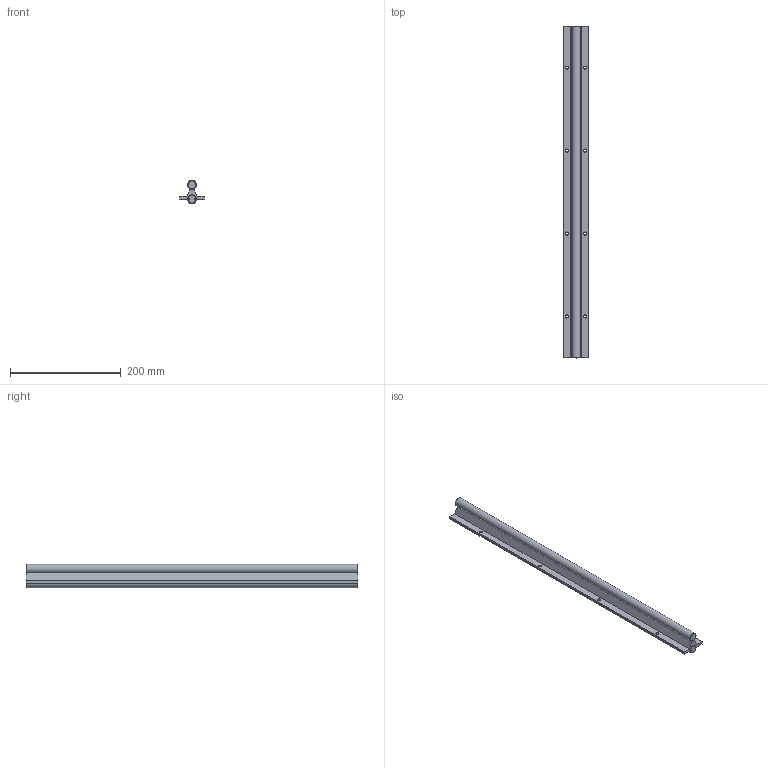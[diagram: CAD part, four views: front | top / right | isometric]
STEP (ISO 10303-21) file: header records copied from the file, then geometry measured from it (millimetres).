
FILE_DESCRIPTION( ( 'STEP AP214' ), '1' );
FILE_NAME( 'STSN-16-T2-As.stp', '2010-08-04T11:49:22', ( ' ' ), ( ' ' ), 'XStep 1.0', ' ', ' ' );
FILE_SCHEMA( ( 'CONFIG_CONTROL_DESIGN) ( )' ) );
Length unit declared in the file: metre
Products named in the file (3): Assem1; As-16; STSN-16-T2
Bounding box: 45 x 600 x 42 mm (x, y, z)
Volume: 656342.8 mm3; surface area: 220065 mm2
Topology: 4 solids, 4 shells, 60 faces, 176 edges, 124 vertices
Faces by surface type: plane 30, cylinder 28, cone 2
Full cylindrical faces by diameter (mm): 5.5 x24, 16 x2
Entity records: 1392 total; most frequent: CARTESIAN_POINT 391, DIRECTION 150, ORIENTED_EDGE 126, EDGE_LOOP 68, EDGE_CURVE 63, AXIS2_PLACEMENT_3D 58, VERTEX_POINT 51, FACE_OUTER_BOUND 43
